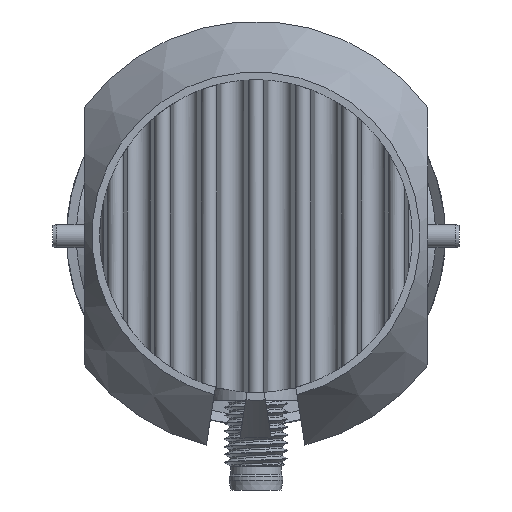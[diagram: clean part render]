
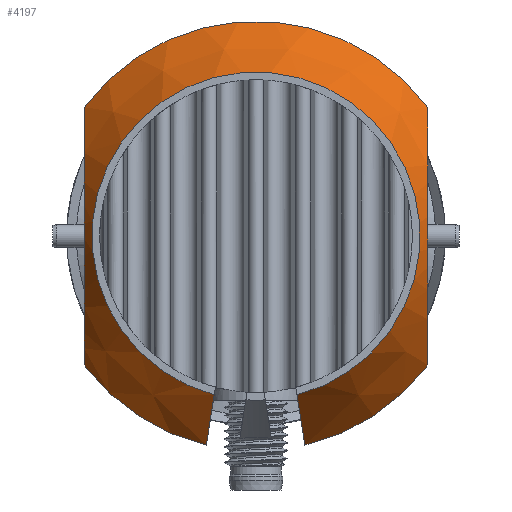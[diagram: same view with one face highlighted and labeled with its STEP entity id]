
A CAD part, left-side view. The second image highlights one B-rep face of the part: STEP entity #4197.
In plain terms, the highlighted conical face has half-angle 30.579 degrees and reference radius 24.25 mm.
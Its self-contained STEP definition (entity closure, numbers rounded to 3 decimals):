
#65=(
BOUNDED_CURVE()
B_SPLINE_CURVE(2,(#12603,#12604,#12605),.UNSPECIFIED.,.F.,.F.)
B_SPLINE_CURVE_WITH_KNOTS((3,3),(0.632,2.),
 .UNSPECIFIED.)
CURVE()
GEOMETRIC_REPRESENTATION_ITEM()
RATIONAL_B_SPLINE_CURVE((1.009,1.013,1.))
REPRESENTATION_ITEM('')
);
#69=(
BOUNDED_CURVE()
B_SPLINE_CURVE(2,(#13350,#13351,#13352),.UNSPECIFIED.,.F.,.F.)
B_SPLINE_CURVE_WITH_KNOTS((3,3),(0.,3.789),
 .UNSPECIFIED.)
CURVE()
GEOMETRIC_REPRESENTATION_ITEM()
RATIONAL_B_SPLINE_CURVE((1.,1.25,1.))
REPRESENTATION_ITEM('')
);
#70=(
BOUNDED_CURVE()
B_SPLINE_CURVE(2,(#13355,#13356,#13357),.UNSPECIFIED.,.F.,.F.)
B_SPLINE_CURVE_WITH_KNOTS((3,3),(0.,1.279),.UNSPECIFIED.)
CURVE()
GEOMETRIC_REPRESENTATION_ITEM()
RATIONAL_B_SPLINE_CURVE((1.,1.009,1.))
REPRESENTATION_ITEM('')
);
#71=(
BOUNDED_CURVE()
B_SPLINE_CURVE(2,(#13360,#13361,#13362),.UNSPECIFIED.,.F.,.F.)
B_SPLINE_CURVE_WITH_KNOTS((3,3),(0.,3.789),
 .UNSPECIFIED.)
CURVE()
GEOMETRIC_REPRESENTATION_ITEM()
RATIONAL_B_SPLINE_CURVE((1.,1.25,1.))
REPRESENTATION_ITEM('')
);
#147=CONICAL_SURFACE('',#4515,24.25,0.534);
#396=FACE_OUTER_BOUND('',#611,.T.);
#611=EDGE_LOOP('',(#3279,#3280,#3281,#3282,#3283,#3284,#3285,#3286));
#782=CIRCLE('',#4505,21.);
#785=CIRCLE('',#4510,27.5);
#789=CIRCLE('',#4516,27.5);
#790=CIRCLE('',#4517,27.5);
#1789=VERTEX_POINT('',#12600);
#1790=VERTEX_POINT('',#12602);
#1853=VERTEX_POINT('',#13314);
#1858=VERTEX_POINT('',#13327);
#1859=VERTEX_POINT('',#13329);
#1863=VERTEX_POINT('',#13349);
#1864=VERTEX_POINT('',#13353);
#1865=VERTEX_POINT('',#13358);
#2278=EDGE_CURVE('',#1790,#1789,#65,.F.);
#2375=EDGE_CURVE('',#1853,#1790,#782,.T.);
#2382=EDGE_CURVE('',#1859,#1858,#785,.T.);
#2390=EDGE_CURVE('',#1858,#1863,#69,.T.);
#2391=EDGE_CURVE('',#1863,#1864,#789,.T.);
#2392=EDGE_CURVE('',#1864,#1853,#70,.T.);
#2393=EDGE_CURVE('',#1789,#1865,#790,.T.);
#2394=EDGE_CURVE('',#1865,#1859,#71,.T.);
#3279=ORIENTED_EDGE('',*,*,#2382,.T.);
#3280=ORIENTED_EDGE('',*,*,#2390,.T.);
#3281=ORIENTED_EDGE('',*,*,#2391,.T.);
#3282=ORIENTED_EDGE('',*,*,#2392,.T.);
#3283=ORIENTED_EDGE('',*,*,#2375,.T.);
#3284=ORIENTED_EDGE('',*,*,#2278,.T.);
#3285=ORIENTED_EDGE('',*,*,#2393,.T.);
#3286=ORIENTED_EDGE('',*,*,#2394,.T.);
#4197=ADVANCED_FACE('',(#396),#147,.T.);
#4505=AXIS2_PLACEMENT_3D('',#13315,#5102,#5103);
#4510=AXIS2_PLACEMENT_3D('',#13330,#5116,#5117);
#4515=AXIS2_PLACEMENT_3D('',#13348,#5127,#5128);
#4516=AXIS2_PLACEMENT_3D('',#13354,#5129,#5130);
#4517=AXIS2_PLACEMENT_3D('',#13359,#5131,#5132);
#5102=DIRECTION('center_axis',(1.,0.,0.));
#5103=DIRECTION('ref_axis',(0.,0.,1.));
#5116=DIRECTION('center_axis',(-1.,0.,0.));
#5117=DIRECTION('ref_axis',(0.,0.,1.));
#5127=DIRECTION('center_axis',(1.,0.,0.));
#5128=DIRECTION('ref_axis',(0.,0.,1.));
#5129=DIRECTION('center_axis',(-1.,0.,0.));
#5130=DIRECTION('ref_axis',(0.,0.,1.));
#5131=DIRECTION('center_axis',(-1.,0.,0.));
#5132=DIRECTION('ref_axis',(0.,0.,1.));
#12600=CARTESIAN_POINT('',(9.5,-6.266,-26.777));
#12602=CARTESIAN_POINT('',(-1.5,-5.246,-20.334));
#12603=CARTESIAN_POINT('Ctrl Pts',(9.5,-6.266,-26.777));
#12604=CARTESIAN_POINT('Ctrl Pts',(3.258,-5.687,-23.124));
#12605=CARTESIAN_POINT('Ctrl Pts',(-1.5,-5.246,
-20.334));
#13314=CARTESIAN_POINT('',(-1.5,5.343,-20.309));
#13315=CARTESIAN_POINT('Origin',(-1.5,0.,
0.));
#13327=CARTESIAN_POINT('',(9.5,22.,16.5));
#13329=CARTESIAN_POINT('',(9.5,-22.,16.5));
#13330=CARTESIAN_POINT('Origin',(9.5,0.,
0.));
#13348=CARTESIAN_POINT('Origin',(4.,0.,
0.));
#13349=CARTESIAN_POINT('',(9.5,22.,-16.5));
#13350=CARTESIAN_POINT('Ctrl Pts',(9.5,22.,16.5));
#13351=CARTESIAN_POINT('Ctrl Pts',(-7.254,22.,0.));
#13352=CARTESIAN_POINT('Ctrl Pts',(9.5,22.,-16.5));
#13353=CARTESIAN_POINT('',(9.5,6.364,-26.754));
#13354=CARTESIAN_POINT('Origin',(9.5,0.,
0.));
#13355=CARTESIAN_POINT('Ctrl Pts',(9.5,6.364,-26.754));
#13356=CARTESIAN_POINT('Ctrl Pts',(3.257,5.785,-23.099));
#13357=CARTESIAN_POINT('Ctrl Pts',(-1.5,5.343,-20.309));
#13358=CARTESIAN_POINT('',(9.5,-22.,-16.5));
#13359=CARTESIAN_POINT('Origin',(9.5,0.,
0.));
#13360=CARTESIAN_POINT('Ctrl Pts',(9.5,-22.,-16.5));
#13361=CARTESIAN_POINT('Ctrl Pts',(-7.254,-22.,0.));
#13362=CARTESIAN_POINT('Ctrl Pts',(9.5,-22.,16.5));
